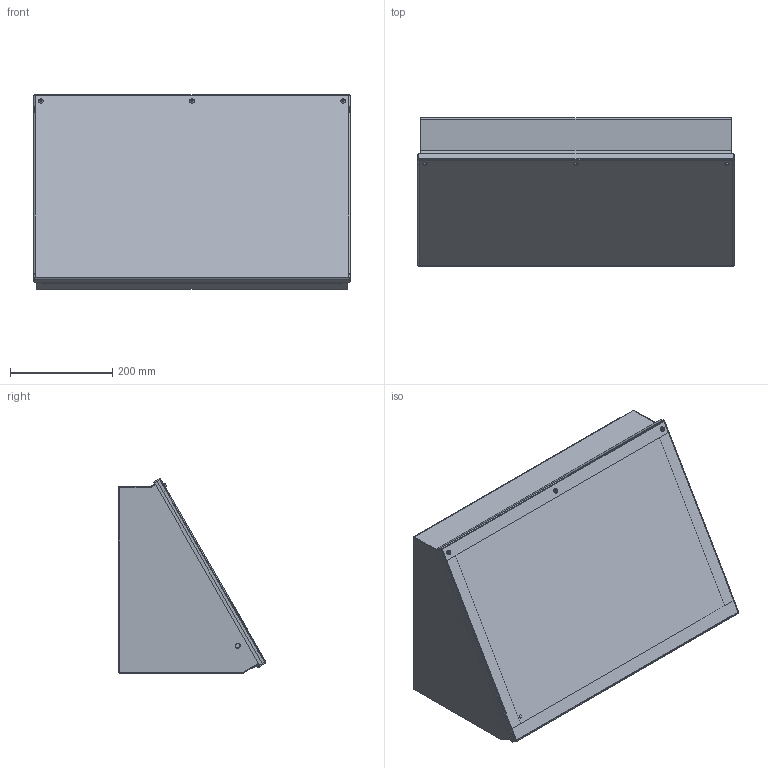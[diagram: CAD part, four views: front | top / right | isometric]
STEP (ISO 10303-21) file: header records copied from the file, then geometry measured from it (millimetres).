
FILE_DESCRIPTION (( 'STEP AP203' ), '1' );
FILE_NAME ('1488JN11_Default.step', '2019-11-12T18:46:22', ( '' ), ( '' ), 'SwSTEP 2.0', 'SolidWorks 2019', '' );
FILE_SCHEMA (( 'CONFIG_CONTROL_DESIGN' ));
Length unit declared in the file: inch
Products named in the file (1): 1488JN11_Default
Bounding box: 618.31 x 288.9 x 379.3 mm (x, y, z)
Volume: 1955094.9 mm3; surface area: 1950614.3 mm2
Topology: 20 solids, 20 shells, 739 faces, 2261 edges, 1489 vertices
Faces by surface type: plane 492, cylinder 215, cone 20, bspline 6, torus 6
Entity records: 25915 total; most frequent: CARTESIAN_POINT 5055, ORIENTED_EDGE 4518, DIRECTION 4314, EDGE_CURVE 2259, VECTOR 1514, LINE 1514, VERTEX_POINT 1489, AXIS2_PLACEMENT_3D 1400
